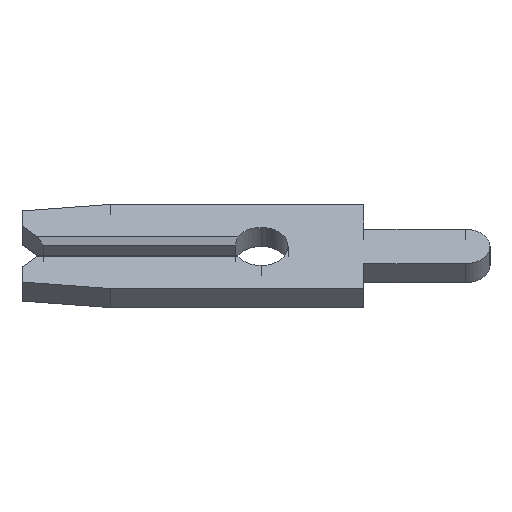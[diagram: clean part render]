
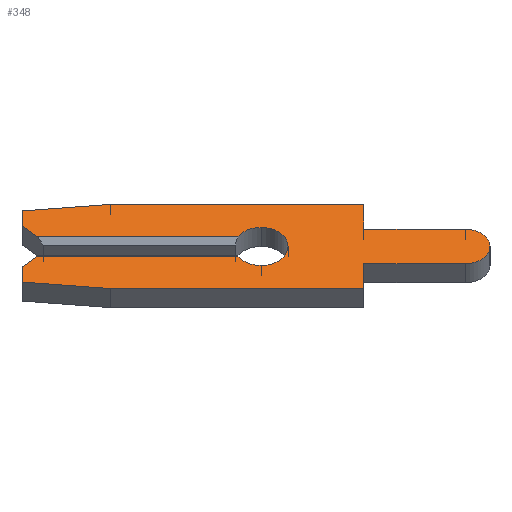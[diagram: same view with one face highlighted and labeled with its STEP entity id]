
A CAD part, left-side view. The second image highlights one B-rep face of the part: STEP entity #348.
In plain terms, the highlighted face is planar.
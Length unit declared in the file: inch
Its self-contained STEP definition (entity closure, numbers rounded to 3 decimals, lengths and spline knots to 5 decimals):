
#3 = CARTESIAN_POINT ( 'NONE',  ( -0.013, 0.146, -0.0575 ) ) ;
#12 = CARTESIAN_POINT ( 'NONE',  ( -0.013, -0.099, -0.0575 ) ) ;
#16 = ORIENTED_EDGE ( 'NONE', *, *, #872, .F. ) ;
#20 = CARTESIAN_POINT ( 'NONE',  ( -0.013, 0., 0. ) ) ;
#24 = VERTEX_POINT ( 'NONE', #461 ) ;
#26 = DIRECTION ( 'NONE',  ( 1., 0., 0. ) ) ;
#42 = VECTOR ( 'NONE', #474, 39.37008 ) ;
#52 = CARTESIAN_POINT ( 'NONE',  ( -0.013, 0., 0. ) ) ;
#64 = ORIENTED_EDGE ( 'NONE', *, *, #126, .F. ) ;
#79 = ORIENTED_EDGE ( 'NONE', *, *, #376, .F. ) ;
#101 = DIRECTION ( 'NONE',  ( -1., 0., 0. ) ) ;
#106 = EDGE_CURVE ( 'NONE', #604, #1082, #1340, .T. ) ;
#116 = AXIS2_PLACEMENT_3D ( 'NONE', #759, #101, #625 ) ;
#126 = EDGE_CURVE ( 'NONE', #738, #1577, #863, .T. ) ;
#141 = DIRECTION ( 'NONE',  ( 0., 0., -1. ) ) ;
#151 = VERTEX_POINT ( 'NONE', #600 ) ;
#156 = DIRECTION ( 'NONE',  ( 1., 0., 0. ) ) ;
#178 = VERTEX_POINT ( 'NONE', #1296 ) ;
#199 = LINE ( 'NONE', #1220, #1233 ) ;
#214 = CARTESIAN_POINT ( 'NONE',  ( -0.013, -0.1975, 0.0235 ) ) ;
#255 = VECTOR ( 'NONE', #1466, 39.37008 ) ;
#265 = CARTESIAN_POINT ( 'NONE',  ( -0.013, 0.02252, -0.013 ) ) ;
#275 = DIRECTION ( 'NONE',  ( 0., 0.995, 0.105 ) ) ;
#276 = LINE ( 'NONE', #1210, #255 ) ;
#299 = LINE ( 'NONE', #12, #565 ) ;
#310 = DIRECTION ( 'NONE',  ( -1., 0., 0. ) ) ;
#315 = ORIENTED_EDGE ( 'NONE', *, *, #1150, .F. ) ;
#316 = CARTESIAN_POINT ( 'NONE',  ( -0.013, 0.2105, 0.0075 ) ) ;
#322 = ORIENTED_EDGE ( 'NONE', *, *, #1158, .F. ) ;
#344 = CARTESIAN_POINT ( 'NONE',  ( -0.013, 0.146, 0.0575 ) ) ;
#348 = ADVANCED_FACE ( 'NONE', ( #1586 ), #983, .F. ) ;
#362 = ORIENTED_EDGE ( 'NONE', *, *, #1183, .F. ) ;
#376 = EDGE_CURVE ( 'NONE', #1721, #1702, #416, .T. ) ;
#380 = LINE ( 'NONE', #821, #912 ) ;
#390 = CARTESIAN_POINT ( 'NONE',  ( -0.013, -0.099, -0.0235 ) ) ;
#405 = LINE ( 'NONE', #1500, #481 ) ;
#416 = CIRCLE ( 'NONE', #1680, 0.0235 ) ;
#423 = VERTEX_POINT ( 'NONE', #702 ) ;
#437 = CARTESIAN_POINT ( 'NONE',  ( -0.013, 0.146, 0.0575 ) ) ;
#446 = ORIENTED_EDGE ( 'NONE', *, *, #1198, .T. ) ;
#452 = AXIS2_PLACEMENT_3D ( 'NONE', #20, #26, #1382 ) ;
#461 = CARTESIAN_POINT ( 'NONE',  ( -0.013, -0.099, 0.0235 ) ) ;
#474 = DIRECTION ( 'NONE',  ( 0., 1., 0. ) ) ;
#481 = VECTOR ( 'NONE', #809, 39.37008 ) ;
#484 = VERTEX_POINT ( 'NONE', #1243 ) ;
#515 = ORIENTED_EDGE ( 'NONE', *, *, #1595, .F. ) ;
#539 = VERTEX_POINT ( 'NONE', #1524 ) ;
#565 = VECTOR ( 'NONE', #1039, 39.37008 ) ;
#580 = ORIENTED_EDGE ( 'NONE', *, *, #958, .F. ) ;
#589 = LINE ( 'NONE', #316, #1669 ) ;
#600 = CARTESIAN_POINT ( 'NONE',  ( -0.013, 0.231, -0.04857 ) ) ;
#604 = VERTEX_POINT ( 'NONE', #437 ) ;
#617 = ORIENTED_EDGE ( 'NONE', *, *, #1472, .F. ) ;
#625 = DIRECTION ( 'NONE',  ( 0., 0., -1. ) ) ;
#637 = DIRECTION ( 'NONE',  ( 0., -1., 0. ) ) ;
#640 = ORIENTED_EDGE ( 'NONE', *, *, #1318, .F. ) ;
#688 = DIRECTION ( 'NONE',  ( 0., 0., 1. ) ) ;
#690 = EDGE_LOOP ( 'NONE', ( #446, #1330, #1352, #800, #580, #781, #16, #1131, #64, #515, #315, #79, #322, #362, #1110, #640, #617, #1180 ) ) ;
#702 = CARTESIAN_POINT ( 'NONE',  ( -0.013, 0., -0.026 ) ) ;
#735 = EDGE_CURVE ( 'NONE', #1058, #1729, #589, .T. ) ;
#738 = VERTEX_POINT ( 'NONE', #1537 ) ;
#740 = CIRCLE ( 'NONE', #116, 0.026 ) ;
#759 = CARTESIAN_POINT ( 'NONE',  ( -0.013, 0., 0. ) ) ;
#773 = AXIS2_PLACEMENT_3D ( 'NONE', #828, #1095, #141 ) ;
#779 = EDGE_CURVE ( 'NONE', #423, #178, #1313, .T. ) ;
#781 = ORIENTED_EDGE ( 'NONE', *, *, #1228, .F. ) ;
#792 = CARTESIAN_POINT ( 'NONE',  ( -0.013, 0.216, 0.013 ) ) ;
#798 = CARTESIAN_POINT ( 'NONE',  ( -0.013, 0.2105, -0.0075 ) ) ;
#800 = ORIENTED_EDGE ( 'NONE', *, *, #1557, .F. ) ;
#809 = DIRECTION ( 'NONE',  ( 0., -1., 0. ) ) ;
#821 = CARTESIAN_POINT ( 'NONE',  ( -0.013, 0.231, 0.028 ) ) ;
#828 = CARTESIAN_POINT ( 'NONE',  ( -0.013, 0., 0. ) ) ;
#855 = LINE ( 'NONE', #995, #1333 ) ;
#863 = LINE ( 'NONE', #888, #42 ) ;
#864 = DIRECTION ( 'NONE',  ( 0., 0., -1. ) ) ;
#871 = DIRECTION ( 'NONE',  ( 0., 0.707, 0.707 ) ) ;
#872 = EDGE_CURVE ( 'NONE', #151, #539, #855, .T. ) ;
#888 = CARTESIAN_POINT ( 'NONE',  ( -0.013, 0.146, -0.0575 ) ) ;
#903 = VECTOR ( 'NONE', #1293, 39.37008 ) ;
#912 = VECTOR ( 'NONE', #948, 39.37008 ) ;
#917 = CARTESIAN_POINT ( 'NONE',  ( -0.013, -0.099, 0.0235 ) ) ;
#927 = CARTESIAN_POINT ( 'NONE',  ( -0.013, -0.099, 0.0575 ) ) ;
#936 = LINE ( 'NONE', #1194, #1172 ) ;
#948 = DIRECTION ( 'NONE',  ( 0., 0., 1. ) ) ;
#958 = EDGE_CURVE ( 'NONE', #1651, #1043, #405, .T. ) ;
#959 = VECTOR ( 'NONE', #1213, 39.37008 ) ;
#983 = PLANE ( 'NONE',  #452 ) ;
#984 = LINE ( 'NONE', #917, #1730 ) ;
#995 = CARTESIAN_POINT ( 'NONE',  ( -0.013, 0.231, -0.028 ) ) ;
#1009 = LINE ( 'NONE', #798, #1436 ) ;
#1039 = DIRECTION ( 'NONE',  ( 0., 0., -1. ) ) ;
#1043 = VERTEX_POINT ( 'NONE', #265 ) ;
#1058 = VERTEX_POINT ( 'NONE', #792 ) ;
#1068 = CARTESIAN_POINT ( 'NONE',  ( -0.013, 0.231, 0.013 ) ) ;
#1082 = VERTEX_POINT ( 'NONE', #927 ) ;
#1095 = DIRECTION ( 'NONE',  ( -1., 0., 0. ) ) ;
#1110 = ORIENTED_EDGE ( 'NONE', *, *, #106, .F. ) ;
#1119 = CARTESIAN_POINT ( 'NONE',  ( -0.013, -0.1975, 0. ) ) ;
#1131 = ORIENTED_EDGE ( 'NONE', *, *, #1419, .F. ) ;
#1150 = EDGE_CURVE ( 'NONE', #1702, #484, #1622, .T. ) ;
#1152 = VERTEX_POINT ( 'NONE', #1163 ) ;
#1158 = EDGE_CURVE ( 'NONE', #24, #1721, #984, .T. ) ;
#1163 = CARTESIAN_POINT ( 'NONE',  ( -0.013, 0.231, 0.04857 ) ) ;
#1170 = CIRCLE ( 'NONE', #773, 0.026 ) ;
#1172 = VECTOR ( 'NONE', #1332, 39.37008 ) ;
#1179 = CARTESIAN_POINT ( 'NONE',  ( -0.013, 0.216, -0.013 ) ) ;
#1180 = ORIENTED_EDGE ( 'NONE', *, *, #735, .F. ) ;
#1183 = EDGE_CURVE ( 'NONE', #1082, #24, #276, .T. ) ;
#1184 = CARTESIAN_POINT ( 'NONE',  ( -0.013, 0.02252, 0.013 ) ) ;
#1194 = CARTESIAN_POINT ( 'NONE',  ( -0.013, 0.231, 0.04857 ) ) ;
#1198 = EDGE_CURVE ( 'NONE', #1058, #1724, #1358, .T. ) ;
#1200 = DIRECTION ( 'NONE',  ( 0., -1., 0. ) ) ;
#1210 = CARTESIAN_POINT ( 'NONE',  ( -0.013, -0.099, 0.0575 ) ) ;
#1213 = DIRECTION ( 'NONE',  ( 0., 1., 0. ) ) ;
#1220 = CARTESIAN_POINT ( 'NONE',  ( -0.013, 0.231, -0.04857 ) ) ;
#1228 = EDGE_CURVE ( 'NONE', #539, #1651, #1009, .T. ) ;
#1233 = VECTOR ( 'NONE', #275, 39.37008 ) ;
#1243 = CARTESIAN_POINT ( 'NONE',  ( -0.013, -0.099, -0.0235 ) ) ;
#1269 = AXIS2_PLACEMENT_3D ( 'NONE', #52, #310, #864 ) ;
#1293 = DIRECTION ( 'NONE',  ( 0., -1., 0. ) ) ;
#1296 = CARTESIAN_POINT ( 'NONE',  ( -0.013, 0., 0.026 ) ) ;
#1313 = CIRCLE ( 'NONE', #1269, 0.026 ) ;
#1318 = EDGE_CURVE ( 'NONE', #1152, #604, #936, .T. ) ;
#1330 = ORIENTED_EDGE ( 'NONE', *, *, #1431, .F. ) ;
#1332 = DIRECTION ( 'NONE',  ( 0., -0.995, 0.105 ) ) ;
#1333 = VECTOR ( 'NONE', #1545, 39.37008 ) ;
#1340 = LINE ( 'NONE', #344, #903 ) ;
#1344 = DIRECTION ( 'NONE',  ( 0., -0.707, 0.707 ) ) ;
#1352 = ORIENTED_EDGE ( 'NONE', *, *, #779, .F. ) ;
#1358 = LINE ( 'NONE', #1068, #1691 ) ;
#1382 = DIRECTION ( 'NONE',  ( 0., 0., -1. ) ) ;
#1419 = EDGE_CURVE ( 'NONE', #1577, #151, #199, .T. ) ;
#1431 = EDGE_CURVE ( 'NONE', #178, #1724, #1170, .T. ) ;
#1436 = VECTOR ( 'NONE', #1344, 39.37008 ) ;
#1466 = DIRECTION ( 'NONE',  ( 0., 0., -1. ) ) ;
#1472 = EDGE_CURVE ( 'NONE', #1729, #1152, #380, .T. ) ;
#1500 = CARTESIAN_POINT ( 'NONE',  ( -0.013, 0., -0.013 ) ) ;
#1524 = CARTESIAN_POINT ( 'NONE',  ( -0.013, 0.231, -0.028 ) ) ;
#1537 = CARTESIAN_POINT ( 'NONE',  ( -0.013, -0.099, -0.0575 ) ) ;
#1545 = DIRECTION ( 'NONE',  ( 0., 0., 1. ) ) ;
#1557 = EDGE_CURVE ( 'NONE', #1043, #423, #740, .T. ) ;
#1577 = VERTEX_POINT ( 'NONE', #3 ) ;
#1585 = CARTESIAN_POINT ( 'NONE',  ( -0.013, 0.231, 0.028 ) ) ;
#1586 = FACE_OUTER_BOUND ( 'NONE', #690, .T. ) ;
#1590 = CARTESIAN_POINT ( 'NONE',  ( -0.013, -0.1975, -0.0235 ) ) ;
#1595 = EDGE_CURVE ( 'NONE', #484, #738, #299, .T. ) ;
#1622 = LINE ( 'NONE', #390, #959 ) ;
#1651 = VERTEX_POINT ( 'NONE', #1179 ) ;
#1669 = VECTOR ( 'NONE', #871, 39.37008 ) ;
#1680 = AXIS2_PLACEMENT_3D ( 'NONE', #1119, #156, #688 ) ;
#1691 = VECTOR ( 'NONE', #637, 39.37008 ) ;
#1702 = VERTEX_POINT ( 'NONE', #1590 ) ;
#1721 = VERTEX_POINT ( 'NONE', #214 ) ;
#1724 = VERTEX_POINT ( 'NONE', #1184 ) ;
#1729 = VERTEX_POINT ( 'NONE', #1585 ) ;
#1730 = VECTOR ( 'NONE', #1200, 39.37008 ) ;
